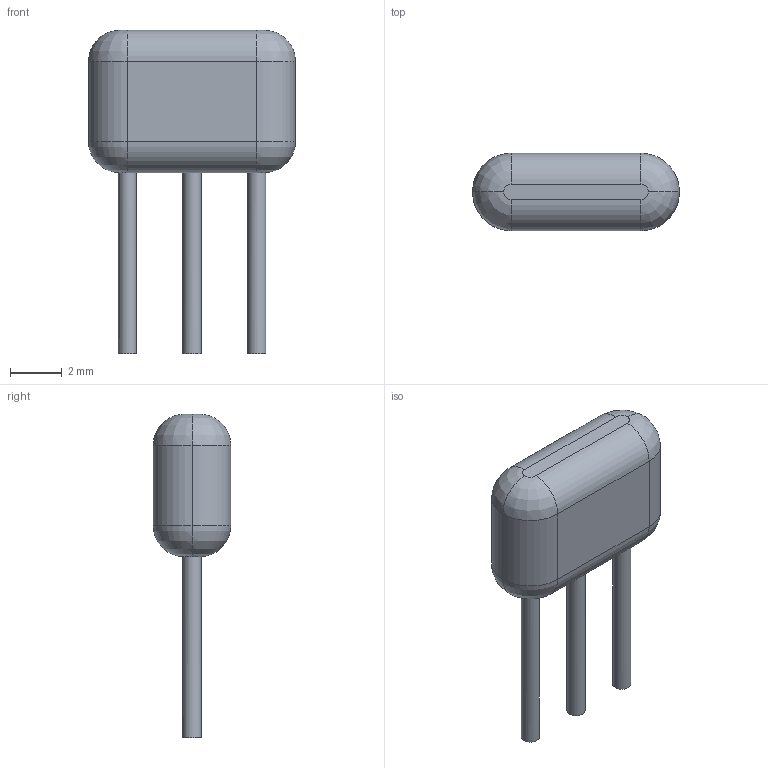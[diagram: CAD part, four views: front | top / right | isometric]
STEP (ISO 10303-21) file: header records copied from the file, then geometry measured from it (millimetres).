
FILE_DESCRIPTION(('FreeCAD Model'),'2;1');
FILE_NAME('Resonator_muRata_CSTLSxxxG-3pin_w8.0mm_h3.0mm.step', '2017-11-26T15:35:28',('kicad StepUp'),('ksu MCAD'), 'Open CASCADE STEP processor 6.8','FreeCAD','Unknown');
FILE_SCHEMA(('AUTOMOTIVE_DESIGN_CC2 { 1 2 10303 214 -1 1 5 4 }'));
Length unit declared in the file: millimetre
Products named in the file (1): Resonator_muRata_CSTLSxxxG-3pin_w8.0mm_h3.0mm
Bounding box: 8 x 3 x 12.5 mm (x, y, z)
Volume: 118.5 mm3; surface area: 175.9 mm2
Topology: 1 solids, 1 shells, 27 faces, 64 edges, 39 vertices
Faces by surface type: cylinder 11, plane 8, revolution 8
Full cylindrical faces by diameter (mm): 0.7 x3
Entity records: 1312 total; most frequent: CARTESIAN_POINT 805, ORIENTED_EDGE 89, EDGE_CURVE 64, AXIS2_PLACEMENT_3D 47, VERTEX_POINT 39, DIRECTION 31, CIRCLE 30, ADVANCED_FACE 27
